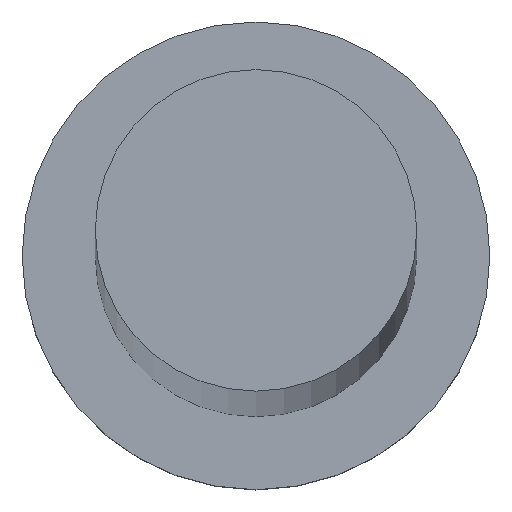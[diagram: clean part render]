
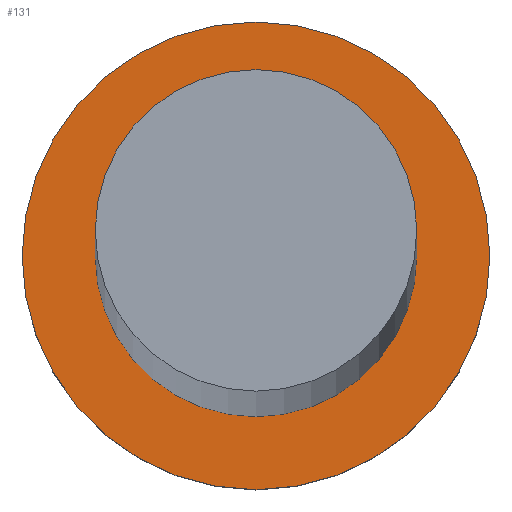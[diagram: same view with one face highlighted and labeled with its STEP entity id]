
A CAD part, top view. The second image highlights one B-rep face of the part: STEP entity #131.
In plain terms, the highlighted planar face has unit normal (0, 0, 1).
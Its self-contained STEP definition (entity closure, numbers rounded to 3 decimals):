
#5 = DIRECTION ( 'NONE',  ( 1., 0., 0. ) ) ;
#11 = EDGE_CURVE ( 'NONE', #243, #44, #132, .T. ) ;
#25 = EDGE_LOOP ( 'NONE', ( #186, #188 ) ) ;
#26 = CARTESIAN_POINT ( 'NONE',  ( 5.5, 0., 5. ) ) ;
#27 = ORIENTED_EDGE ( 'NONE', *, *, #145, .F. ) ;
#44 = VERTEX_POINT ( 'NONE', #65 ) ;
#45 = CARTESIAN_POINT ( 'NONE',  ( 0., 0., 5. ) ) ;
#48 = FACE_BOUND ( 'NONE', #86, .T. ) ;
#51 = DIRECTION ( 'NONE',  ( 1., 0., 0. ) ) ;
#54 = AXIS2_PLACEMENT_3D ( 'NONE', #126, #103, #5 ) ;
#65 = CARTESIAN_POINT ( 'NONE',  ( -8., 0., 5. ) ) ;
#69 = CARTESIAN_POINT ( 'NONE',  ( 0., 0., 5. ) ) ;
#73 = AXIS2_PLACEMENT_3D ( 'NONE', #79, #144, #203 ) ;
#79 = CARTESIAN_POINT ( 'NONE',  ( 0., 0., 5. ) ) ;
#86 = EDGE_LOOP ( 'NONE', ( #122, #27 ) ) ;
#89 = AXIS2_PLACEMENT_3D ( 'NONE', #45, #221, #228 ) ;
#99 = FACE_OUTER_BOUND ( 'NONE', #25, .T. ) ;
#103 = DIRECTION ( 'NONE',  ( 0., 0., 1. ) ) ;
#108 = EDGE_CURVE ( 'NONE', #44, #243, #205, .T. ) ;
#112 = CARTESIAN_POINT ( 'NONE',  ( 8., 0., 5. ) ) ;
#119 = AXIS2_PLACEMENT_3D ( 'NONE', #177, #207, #175 ) ;
#122 = ORIENTED_EDGE ( 'NONE', *, *, #209, .F. ) ;
#126 = CARTESIAN_POINT ( 'NONE',  ( 0., 0., 5. ) ) ;
#127 = CIRCLE ( 'NONE', #119, 5.5 ) ;
#131 = ADVANCED_FACE ( 'NONE', ( #48, #99 ), #190, .T. ) ;
#132 = CIRCLE ( 'NONE', #54, 8. ) ;
#141 = VERTEX_POINT ( 'NONE', #169 ) ;
#144 = DIRECTION ( 'NONE',  ( 0., 0., 1. ) ) ;
#145 = EDGE_CURVE ( 'NONE', #168, #141, #127, .T. ) ;
#168 = VERTEX_POINT ( 'NONE', #26 ) ;
#169 = CARTESIAN_POINT ( 'NONE',  ( -5.5, 0., 5. ) ) ;
#170 = AXIS2_PLACEMENT_3D ( 'NONE', #69, #230, #51 ) ;
#175 = DIRECTION ( 'NONE',  ( 1., 0., 0. ) ) ;
#177 = CARTESIAN_POINT ( 'NONE',  ( 0., 0., 5. ) ) ;
#186 = ORIENTED_EDGE ( 'NONE', *, *, #108, .T. ) ;
#188 = ORIENTED_EDGE ( 'NONE', *, *, #11, .T. ) ;
#190 = PLANE ( 'NONE',  #73 ) ;
#203 = DIRECTION ( 'NONE',  ( 1., 0., 0. ) ) ;
#205 = CIRCLE ( 'NONE', #89, 8. ) ;
#207 = DIRECTION ( 'NONE',  ( 0., 0., 1. ) ) ;
#209 = EDGE_CURVE ( 'NONE', #141, #168, #240, .T. ) ;
#221 = DIRECTION ( 'NONE',  ( 0., 0., 1. ) ) ;
#228 = DIRECTION ( 'NONE',  ( 1., 0., 0. ) ) ;
#230 = DIRECTION ( 'NONE',  ( 0., 0., 1. ) ) ;
#240 = CIRCLE ( 'NONE', #170, 5.5 ) ;
#243 = VERTEX_POINT ( 'NONE', #112 ) ;
